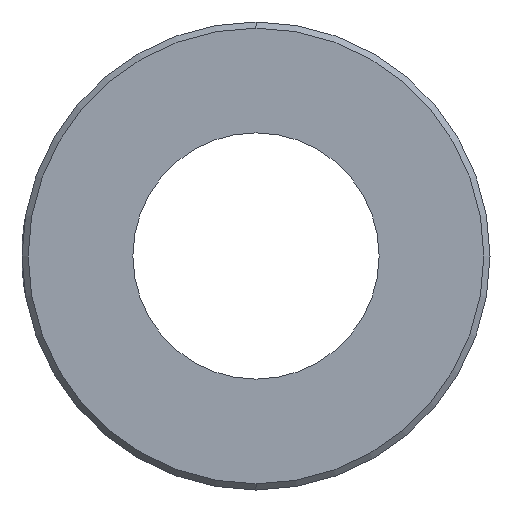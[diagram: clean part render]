
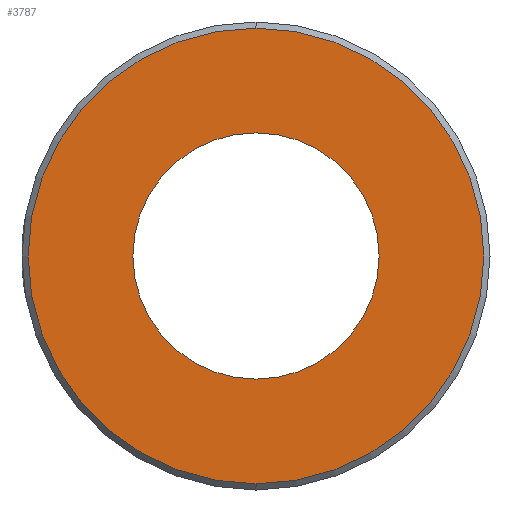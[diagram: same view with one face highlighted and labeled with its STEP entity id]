
A CAD part, left-side view. The second image highlights one B-rep face of the part: STEP entity #3787.
In plain terms, the highlighted planar face has unit normal (-1, 0, 0).
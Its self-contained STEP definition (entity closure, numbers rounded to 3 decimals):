
#166 = CARTESIAN_POINT ( 'NONE',  ( -14.39, 0., 0. ) ) ;
#203 = AXIS2_PLACEMENT_3D ( 'NONE', #1772, #3010, #3337 ) ;
#245 = DIRECTION ( 'NONE',  ( 0., 0., -1. ) ) ;
#267 = CIRCLE ( 'NONE', #203, 18.5 ) ;
#397 = AXIS2_PLACEMENT_3D ( 'NONE', #2993, #1446, #2683 ) ;
#413 = CARTESIAN_POINT ( 'NONE',  ( -14.39, 0., 10. ) ) ;
#729 = CARTESIAN_POINT ( 'NONE',  ( -14.39, 0., -18.5 ) ) ;
#857 = PLANE ( 'NONE',  #397 ) ;
#991 = EDGE_LOOP ( 'NONE', ( #2508, #3261 ) ) ;
#1199 = CIRCLE ( 'NONE', #3800, 18.5 ) ;
#1232 = CARTESIAN_POINT ( 'NONE',  ( -14.39, 0., -10. ) ) ;
#1314 = DIRECTION ( 'NONE',  ( 0., 0., 1. ) ) ;
#1333 = VERTEX_POINT ( 'NONE', #729 ) ;
#1446 = DIRECTION ( 'NONE',  ( 1., 0., 0. ) ) ;
#1467 = FACE_BOUND ( 'NONE', #991, .T. ) ;
#1511 = DIRECTION ( 'NONE',  ( 0., 0., 1. ) ) ;
#1567 = ORIENTED_EDGE ( 'NONE', *, *, #1729, .T. ) ;
#1729 = EDGE_CURVE ( 'NONE', #1333, #3445, #1199, .T. ) ;
#1751 = FACE_OUTER_BOUND ( 'NONE', #2981, .T. ) ;
#1758 = VERTEX_POINT ( 'NONE', #1232 ) ;
#1772 = CARTESIAN_POINT ( 'NONE',  ( -14.39, 0., 0. ) ) ;
#1822 = DIRECTION ( 'NONE',  ( -1., 0., 0. ) ) ;
#1893 = CIRCLE ( 'NONE', #2217, 10. ) ;
#2217 = AXIS2_PLACEMENT_3D ( 'NONE', #166, #2947, #1314 ) ;
#2508 = ORIENTED_EDGE ( 'NONE', *, *, #3948, .F. ) ;
#2683 = DIRECTION ( 'NONE',  ( 0., 0., -1. ) ) ;
#2947 = DIRECTION ( 'NONE',  ( -1., 0., 0. ) ) ;
#2981 = EDGE_LOOP ( 'NONE', ( #1567, #3323 ) ) ;
#2993 = CARTESIAN_POINT ( 'NONE',  ( -14.39, 10., 0. ) ) ;
#3010 = DIRECTION ( 'NONE',  ( -1., 0., 0. ) ) ;
#3058 = DIRECTION ( 'NONE',  ( -1., 0., 0. ) ) ;
#3157 = CARTESIAN_POINT ( 'NONE',  ( -14.39, 0., 18.5 ) ) ;
#3261 = ORIENTED_EDGE ( 'NONE', *, *, #3567, .F. ) ;
#3323 = ORIENTED_EDGE ( 'NONE', *, *, #3815, .T. ) ;
#3337 = DIRECTION ( 'NONE',  ( 0., 0., -1. ) ) ;
#3405 = CARTESIAN_POINT ( 'NONE',  ( -14.39, 0., 0. ) ) ;
#3443 = AXIS2_PLACEMENT_3D ( 'NONE', #3405, #3058, #1511 ) ;
#3445 = VERTEX_POINT ( 'NONE', #3157 ) ;
#3567 = EDGE_CURVE ( 'NONE', #1758, #4014, #3648, .T. ) ;
#3648 = CIRCLE ( 'NONE', #3443, 10. ) ;
#3787 = ADVANCED_FACE ( 'NONE', ( #1751, #1467 ), #857, .F. ) ;
#3800 = AXIS2_PLACEMENT_3D ( 'NONE', #3950, #1822, #245 ) ;
#3815 = EDGE_CURVE ( 'NONE', #3445, #1333, #267, .T. ) ;
#3948 = EDGE_CURVE ( 'NONE', #4014, #1758, #1893, .T. ) ;
#3950 = CARTESIAN_POINT ( 'NONE',  ( -14.39, 0., 0. ) ) ;
#4014 = VERTEX_POINT ( 'NONE', #413 ) ;
